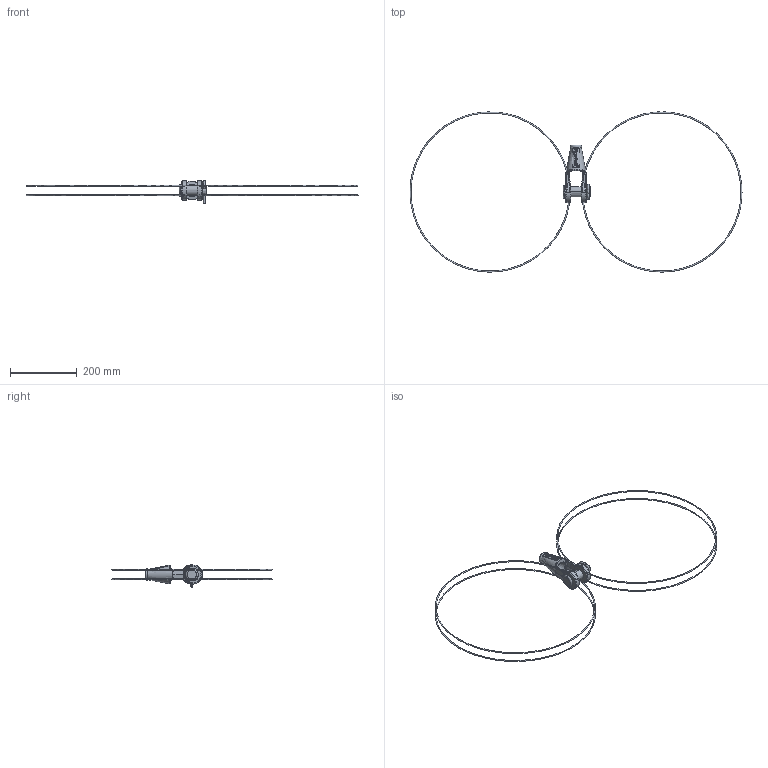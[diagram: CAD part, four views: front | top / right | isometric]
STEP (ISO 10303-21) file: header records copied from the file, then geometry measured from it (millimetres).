
FILE_DESCRIPTION((''),'2;1');
FILE_NAME('CROSBY_416_062_1039673-1039682','2011-08-31T',('Alan Doughty'),('The Crosby Group LLC'),'PRO/ENGINEER BY PARAMETRIC TECHNOLOGY CORPORATION, 2010230','PRO/ENGINEER BY PARAMETRIC TECHNOLOGY CORPORATION, 2010230','');
FILE_SCHEMA(('CONFIG_CONTROL_DESIGN'));
Products named in the file (1): CROSBY_416_062_1039673-1039682
Bounding box: 991.42 x 478.39 x 68.79 mm (x, y, z)
Surface area: 128251.9 mm2 (no closed solid volume)
Topology: 0 solids, 0 shells, 682 faces, 3703 edges, 3672 vertices
Faces by surface type: bspline 650, torus 24, sphere 8
Entity records: 62583 total; most frequent: CARTESIAN_POINT 36492, DEFINITIONAL_REPRESENTATION 3640, PCURVE 3640, COMPOSITE_CURVE_SEGMENT 3640, B_SPLINE_CURVE_WITH_KNOTS 3035, DIRECTION 2799, TRIMMED_CURVE 2425, VECTOR 2115
